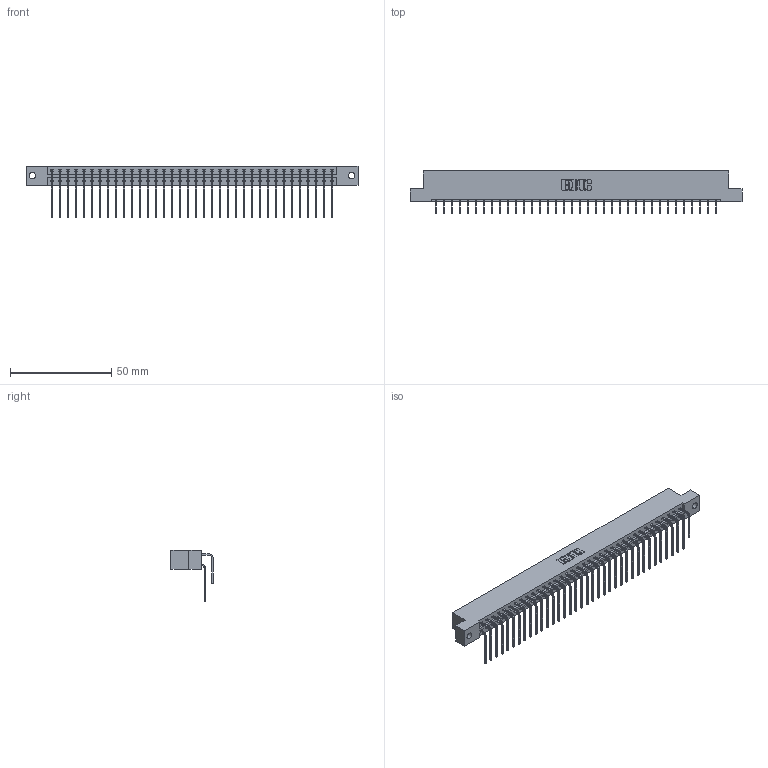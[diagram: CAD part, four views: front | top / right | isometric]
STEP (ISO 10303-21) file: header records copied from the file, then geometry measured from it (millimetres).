
FILE_DESCRIPTION (( 'STEP AP203' ), '1' );
FILE_NAME ('333-072-559-202.STEP', '2018-08-04T21:16:12', ( '' ), ( '' ), 'SwSTEP 2.0', 'SolidWorks 2016', '' );
FILE_SCHEMA (( 'CONFIG_CONTROL_DESIGN' ));
Length unit declared in the file: inch
Products named in the file (4): 345-292-001_559 Tail - 2; 333-072-559-202; 333 Part_Flush - .128 Dia; 345-292-001_558 559 Tail - 1
Assembly tree (73 placements, depth 2):
  333-072-559-202
    333 Part_Flush - .128 Dia
    345-292-001_558 559 Tail - 1  x36
    345-292-001_559 Tail - 2  x36
Bounding box: 164.19 x 20.9 x 25.53 mm (x, y, z)
Volume: 17085 mm3; surface area: 21929.7 mm2
Topology: 73 solids, 73 shells, 4002 faces, 11903 edges, 7838 vertices
Faces by surface type: plane 2806, cylinder 1196
Entity records: 25723 total; most frequent: CARTESIAN_POINT 4321, ORIENTED_EDGE 4206, DIRECTION 3683, EDGE_CURVE 2103, LINE 1935, VECTOR 1935, VERTEX_POINT 1398, AXIS2_PLACEMENT_3D 874
